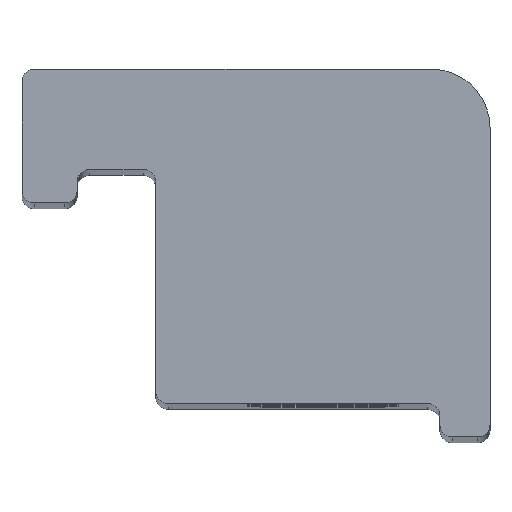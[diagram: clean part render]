
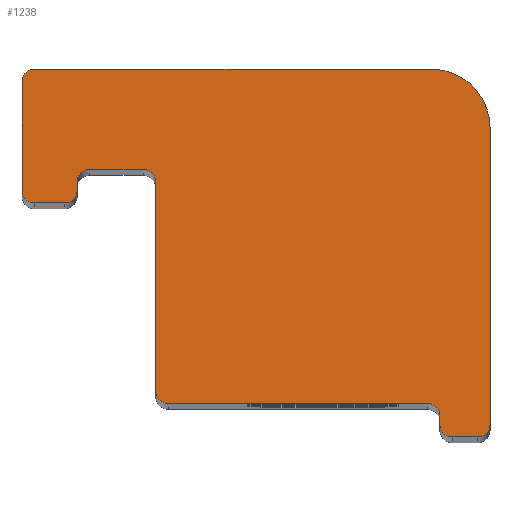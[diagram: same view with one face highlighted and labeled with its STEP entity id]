
A CAD part, top view. The second image highlights one B-rep face of the part: STEP entity #1238.
In plain terms, the highlighted planar face has unit normal (0, 0, 1).
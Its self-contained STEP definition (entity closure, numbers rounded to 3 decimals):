
#510=CARTESIAN_POINT('',(16.5,20.,100.0));
#511=VERTEX_POINT('',#510);
#518=CARTESIAN_POINT('',(20.,16.5,100.0));
#519=VERTEX_POINT('',#518);
#520=CARTESIAN_POINT('',(16.5,16.5,100.0));
#521=DIRECTION('',(0.0,0.0,-1.0));
#522=DIRECTION('',(1.0,0.0,0.0));
#523=AXIS2_PLACEMENT_3D('',#520,#521,#522);
#524=CIRCLE('',#523,3.5);
#525=EDGE_CURVE('',#511,#519,#524,.T.);
#733=CARTESIAN_POINT('',(20.,-1.25,100.0));
#734=VERTEX_POINT('',#733);
#735=CARTESIAN_POINT('',(19.25,-2.,100.0));
#736=VERTEX_POINT('',#735);
#737=CARTESIAN_POINT('',(19.25,-1.25,100.0));
#738=DIRECTION('',(0.0,0.0,-1.0));
#739=DIRECTION('',(0.0,-1.0,0.0));
#740=AXIS2_PLACEMENT_3D('',#737,#738,#739);
#741=CIRCLE('',#740,0.75);
#742=EDGE_CURVE('',#734,#736,#741,.T.);
#765=CARTESIAN_POINT('',(17.75,-2.,100.0));
#766=VERTEX_POINT('',#765);
#767=CARTESIAN_POINT('',(19.25,-2.,100.0));
#768=DIRECTION('',(-1.0,0.0,0.0));
#769=VECTOR('',#768,1.5);
#770=LINE('',#767,#769);
#771=EDGE_CURVE('',#736,#766,#770,.T.);
#789=CARTESIAN_POINT('',(17.,-1.25,100.0));
#790=VERTEX_POINT('',#789);
#791=CARTESIAN_POINT('',(17.75,-1.25,100.0));
#792=DIRECTION('',(0.0,0.0,-1.0));
#793=DIRECTION('',(-1.0,0.0,0.0));
#794=AXIS2_PLACEMENT_3D('',#791,#792,#793);
#795=CIRCLE('',#794,0.75);
#796=EDGE_CURVE('',#766,#790,#795,.T.);
#814=CARTESIAN_POINT('',(17.,-0.75,100.0));
#815=VERTEX_POINT('',#814);
#816=CARTESIAN_POINT('',(17.,-1.25,100.0));
#817=DIRECTION('',(0.0,1.0,0.0));
#818=VECTOR('',#817,0.5);
#819=LINE('',#816,#818);
#820=EDGE_CURVE('',#790,#815,#819,.T.);
#838=CARTESIAN_POINT('',(16.25,0.,100.0));
#839=VERTEX_POINT('',#838);
#840=CARTESIAN_POINT('',(16.25,-0.75,100.0));
#841=DIRECTION('',(0.0,0.0,1.0));
#842=DIRECTION('',(-1.0,0.0,0.0));
#843=AXIS2_PLACEMENT_3D('',#840,#841,#842);
#844=CIRCLE('',#843,0.75);
#845=EDGE_CURVE('',#815,#839,#844,.T.);
#863=CARTESIAN_POINT('',(0.75,0.,100.0));
#864=VERTEX_POINT('',#863);
#865=CARTESIAN_POINT('',(16.25,0.,100.0));
#866=DIRECTION('',(-1.0,0.0,0.0));
#867=VECTOR('',#866,15.5);
#868=LINE('',#865,#867);
#869=EDGE_CURVE('',#839,#864,#868,.T.);
#902=CARTESIAN_POINT('',(0.,0.75,100.0));
#903=VERTEX_POINT('',#902);
#904=CARTESIAN_POINT('',(0.75,0.75,100.0));
#905=DIRECTION('',(0.0,0.0,-1.0));
#906=DIRECTION('',(-1.0,0.0,0.0));
#907=AXIS2_PLACEMENT_3D('',#904,#905,#906);
#908=CIRCLE('',#907,0.75);
#909=EDGE_CURVE('',#864,#903,#908,.T.);
#927=CARTESIAN_POINT('',(0.,13.25,100.0));
#928=VERTEX_POINT('',#927);
#929=CARTESIAN_POINT('',(0.,0.75,100.0));
#930=DIRECTION('',(0.0,1.0,0.0));
#931=VECTOR('',#930,12.5);
#932=LINE('',#929,#931);
#933=EDGE_CURVE('',#903,#928,#932,.T.);
#951=CARTESIAN_POINT('',(-0.75,14.,100.0));
#952=VERTEX_POINT('',#951);
#953=CARTESIAN_POINT('',(-0.75,13.25,100.0));
#954=DIRECTION('',(0.0,0.0,1.0));
#955=DIRECTION('',(-1.0,0.0,0.0));
#956=AXIS2_PLACEMENT_3D('',#953,#954,#955);
#957=CIRCLE('',#956,0.75);
#958=EDGE_CURVE('',#928,#952,#957,.T.);
#976=CARTESIAN_POINT('',(-3.95,14.,100.0));
#977=VERTEX_POINT('',#976);
#978=CARTESIAN_POINT('',(-0.75,14.,100.0));
#979=DIRECTION('',(-1.0,0.0,0.0));
#980=VECTOR('',#979,3.2);
#981=LINE('',#978,#980);
#982=EDGE_CURVE('',#952,#977,#981,.T.);
#1000=CARTESIAN_POINT('',(-4.7,13.25,100.0));
#1001=VERTEX_POINT('',#1000);
#1002=CARTESIAN_POINT('',(-3.95,13.25,100.0));
#1003=DIRECTION('',(0.0,0.0,1.0));
#1004=DIRECTION('',(0.0,-1.0,0.0));
#1005=AXIS2_PLACEMENT_3D('',#1002,#1003,#1004);
#1006=CIRCLE('',#1005,0.75);
#1007=EDGE_CURVE('',#977,#1001,#1006,.T.);
#1025=CARTESIAN_POINT('',(-4.7,12.75,100.0));
#1026=VERTEX_POINT('',#1025);
#1027=CARTESIAN_POINT('',(-4.7,13.25,100.0));
#1028=DIRECTION('',(0.0,-1.0,0.0));
#1029=VECTOR('',#1028,0.5);
#1030=LINE('',#1027,#1029);
#1031=EDGE_CURVE('',#1001,#1026,#1030,.T.);
#1049=CARTESIAN_POINT('',(-5.45,12.,100.0));
#1050=VERTEX_POINT('',#1049);
#1051=CARTESIAN_POINT('',(-5.45,12.75,100.0));
#1052=DIRECTION('',(0.0,0.0,-1.0));
#1053=DIRECTION('',(0.0,-1.0,0.0));
#1054=AXIS2_PLACEMENT_3D('',#1051,#1052,#1053);
#1055=CIRCLE('',#1054,0.75);
#1056=EDGE_CURVE('',#1026,#1050,#1055,.T.);
#1074=CARTESIAN_POINT('',(-7.25,12.,100.0));
#1075=VERTEX_POINT('',#1074);
#1076=CARTESIAN_POINT('',(-5.45,12.,100.0));
#1077=DIRECTION('',(-1.0,0.0,0.0));
#1078=VECTOR('',#1077,1.8);
#1079=LINE('',#1076,#1078);
#1080=EDGE_CURVE('',#1050,#1075,#1079,.T.);
#1098=CARTESIAN_POINT('',(-8.,12.75,100.0));
#1099=VERTEX_POINT('',#1098);
#1100=CARTESIAN_POINT('',(-7.25,12.75,100.0));
#1101=DIRECTION('',(0.0,0.0,-1.0));
#1102=DIRECTION('',(-1.0,0.0,0.0));
#1103=AXIS2_PLACEMENT_3D('',#1100,#1101,#1102);
#1104=CIRCLE('',#1103,0.75);
#1105=EDGE_CURVE('',#1075,#1099,#1104,.T.);
#1123=CARTESIAN_POINT('',(-8.,19.25,100.0));
#1124=VERTEX_POINT('',#1123);
#1125=CARTESIAN_POINT('',(-8.,12.75,100.0));
#1126=DIRECTION('',(0.0,1.0,0.0));
#1127=VECTOR('',#1126,6.5);
#1128=LINE('',#1125,#1127);
#1129=EDGE_CURVE('',#1099,#1124,#1128,.T.);
#1147=CARTESIAN_POINT('',(-7.25,20.,100.0));
#1148=VERTEX_POINT('',#1147);
#1149=CARTESIAN_POINT('',(-7.25,19.25,100.0));
#1150=DIRECTION('',(0.0,0.0,-1.0));
#1151=DIRECTION('',(0.0,1.0,0.0));
#1152=AXIS2_PLACEMENT_3D('',#1149,#1150,#1151);
#1153=CIRCLE('',#1152,0.75);
#1154=EDGE_CURVE('',#1124,#1148,#1153,.T.);
#1178=CARTESIAN_POINT('',(-7.25,20.,100.0));
#1179=DIRECTION('',(1.0,0.0,0.0));
#1180=VECTOR('',#1179,23.75);
#1181=LINE('',#1178,#1180);
#1182=EDGE_CURVE('',#1148,#511,#1181,.T.);
#1199=CARTESIAN_POINT('',(20.,16.5,100.0));
#1200=DIRECTION('',(0.0,-1.0,0.0));
#1201=VECTOR('',#1200,17.75);
#1202=LINE('',#1199,#1201);
#1203=EDGE_CURVE('',#519,#734,#1202,.T.);
#1211=CARTESIAN_POINT('',(6.991,10.586,100.0));
#1212=DIRECTION('',(0.0,0.0,1.0));
#1213=DIRECTION('',(1.0,0.0,0.0));
#1214=AXIS2_PLACEMENT_3D('',#1211,#1212,#1213);
#1215=PLANE('',#1214);
#1216=ORIENTED_EDGE('',*,*,#742,.F.);
#1217=ORIENTED_EDGE('',*,*,#1203,.F.);
#1218=ORIENTED_EDGE('',*,*,#525,.F.);
#1219=ORIENTED_EDGE('',*,*,#1182,.F.);
#1220=ORIENTED_EDGE('',*,*,#1154,.F.);
#1221=ORIENTED_EDGE('',*,*,#1129,.F.);
#1222=ORIENTED_EDGE('',*,*,#1105,.F.);
#1223=ORIENTED_EDGE('',*,*,#1080,.F.);
#1224=ORIENTED_EDGE('',*,*,#1056,.F.);
#1225=ORIENTED_EDGE('',*,*,#1031,.F.);
#1226=ORIENTED_EDGE('',*,*,#1007,.F.);
#1227=ORIENTED_EDGE('',*,*,#982,.F.);
#1228=ORIENTED_EDGE('',*,*,#958,.F.);
#1229=ORIENTED_EDGE('',*,*,#933,.F.);
#1230=ORIENTED_EDGE('',*,*,#909,.F.);
#1231=ORIENTED_EDGE('',*,*,#869,.F.);
#1232=ORIENTED_EDGE('',*,*,#845,.F.);
#1233=ORIENTED_EDGE('',*,*,#820,.F.);
#1234=ORIENTED_EDGE('',*,*,#796,.F.);
#1235=ORIENTED_EDGE('',*,*,#771,.F.);
#1236=EDGE_LOOP('',(#1216,#1217,#1218,#1219,#1220,#1221,#1222,#1223,#1224,#1225,#1226,#1227,#1228,#1229,#1230,#1231,#1232,#1233,#1234,#1235));
#1237=FACE_OUTER_BOUND('',#1236,.T.);
#1238=ADVANCED_FACE('',(#1237),#1215,.T.);
